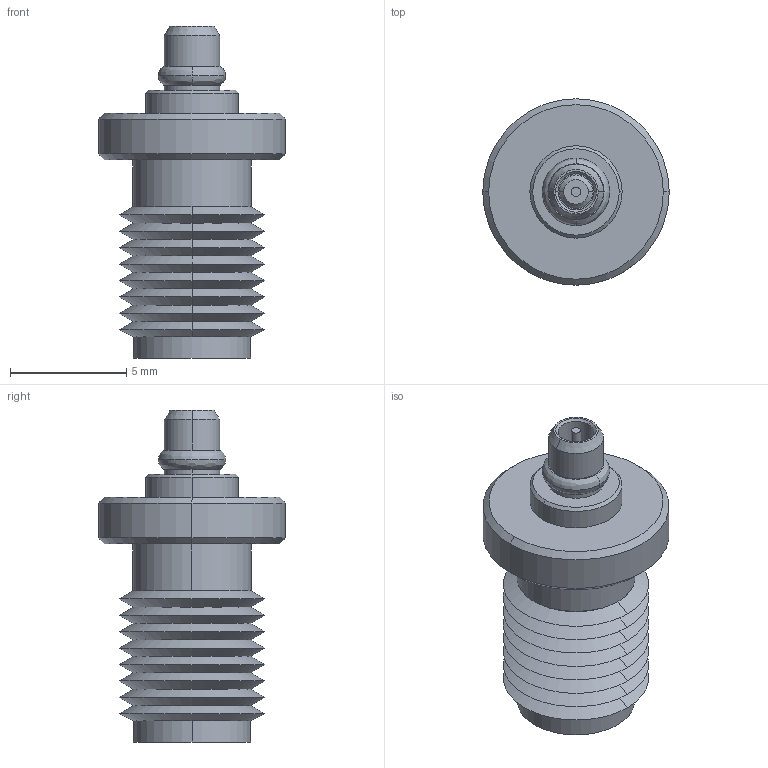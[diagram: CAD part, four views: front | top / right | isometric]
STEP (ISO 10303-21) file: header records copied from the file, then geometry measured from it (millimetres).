
FILE_DESCRIPTION (( 'STEP AP203' ), '1' );
FILE_NAME ('AXA-MMPSF.STEP', '2010-12-21T21:39:11', ( 'x' ), ( 'Microsoft' ), 'SwSTEP 2.0', 'SolidWorks 2010', '' );
FILE_SCHEMA (( 'CONFIG_CONTROL_DESIGN' ));
Length unit declared in the file: inch
Products named in the file (1): AXA-MMPSF
Bounding box: 8 x 8 x 14.25 mm (x, y, z)
Volume: 283 mm3; surface area: 477.9 mm2
Topology: 1 solids, 1 shells, 89 faces, 178 edges, 104 vertices
Faces by surface type: cone 44, cylinder 26, plane 15, bspline 4
Entity records: 2431 total; most frequent: DIRECTION 458, CARTESIAN_POINT 432, ORIENTED_EDGE 356, AXIS2_PLACEMENT_3D 194, EDGE_CURVE 178, CIRCLE 108, VERTEX_POINT 104, EDGE_LOOP 102
